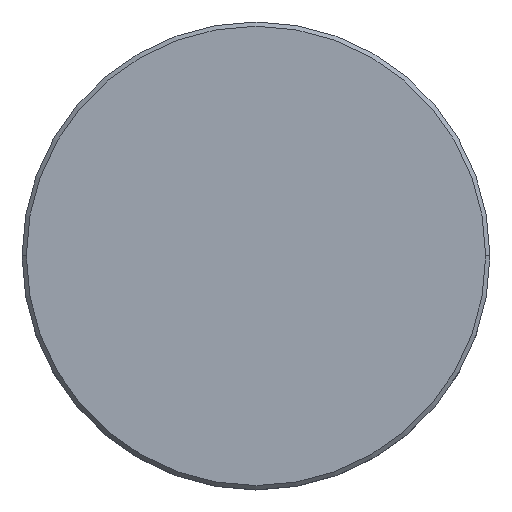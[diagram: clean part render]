
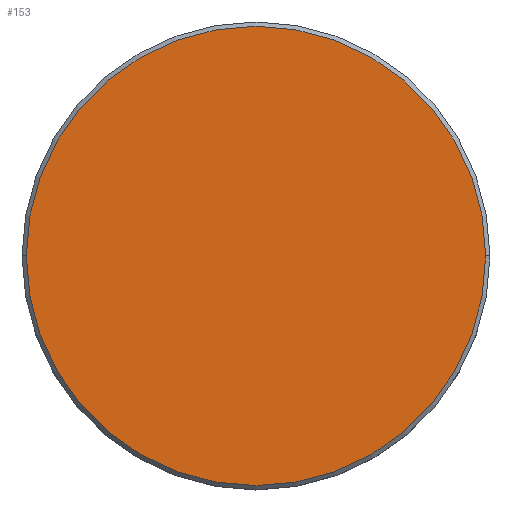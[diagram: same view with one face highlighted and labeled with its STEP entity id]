
A CAD part, top view. The second image highlights one B-rep face of the part: STEP entity #153.
In plain terms, the highlighted planar face has unit normal (0, 0, 1).
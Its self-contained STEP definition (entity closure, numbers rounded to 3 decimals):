
#26 = VERTEX_POINT ( 'NONE', #443 ) ;
#58 = DIRECTION ( 'NONE',  ( 0., 0., 1. ) ) ;
#121 = CARTESIAN_POINT ( 'NONE',  ( 27., 0., 0. ) ) ;
#134 = DIRECTION ( 'NONE',  ( 0., 0., 1. ) ) ;
#142 = EDGE_CURVE ( 'NONE', #26, #415, #171, .T. ) ;
#153 = ADVANCED_FACE ( 'NONE', ( #545 ), #878, .T. ) ;
#171 = CIRCLE ( 'NONE', #333, 27. ) ;
#193 = ORIENTED_EDGE ( 'NONE', *, *, #287, .T. ) ;
#240 = ORIENTED_EDGE ( 'NONE', *, *, #142, .T. ) ;
#252 = AXIS2_PLACEMENT_3D ( 'NONE', #627, #58, #619 ) ;
#287 = EDGE_CURVE ( 'NONE', #415, #26, #705, .T. ) ;
#333 = AXIS2_PLACEMENT_3D ( 'NONE', #789, #968, #802 ) ;
#394 = CARTESIAN_POINT ( 'NONE',  ( 0., 0., 0. ) ) ;
#415 = VERTEX_POINT ( 'NONE', #121 ) ;
#443 = CARTESIAN_POINT ( 'NONE',  ( -27., 0., 0. ) ) ;
#452 = DIRECTION ( 'NONE',  ( 1., 0., 0. ) ) ;
#545 = FACE_OUTER_BOUND ( 'NONE', #816, .T. ) ;
#619 = DIRECTION ( 'NONE',  ( 1., 0., 0. ) ) ;
#627 = CARTESIAN_POINT ( 'NONE',  ( 0., 0., 0. ) ) ;
#705 = CIRCLE ( 'NONE', #850, 27. ) ;
#789 = CARTESIAN_POINT ( 'NONE',  ( 0., 0., 0. ) ) ;
#802 = DIRECTION ( 'NONE',  ( 1., 0., 0. ) ) ;
#816 = EDGE_LOOP ( 'NONE', ( #240, #193 ) ) ;
#850 = AXIS2_PLACEMENT_3D ( 'NONE', #394, #134, #452 ) ;
#878 = PLANE ( 'NONE',  #252 ) ;
#968 = DIRECTION ( 'NONE',  ( 0., 0., 1. ) ) ;
